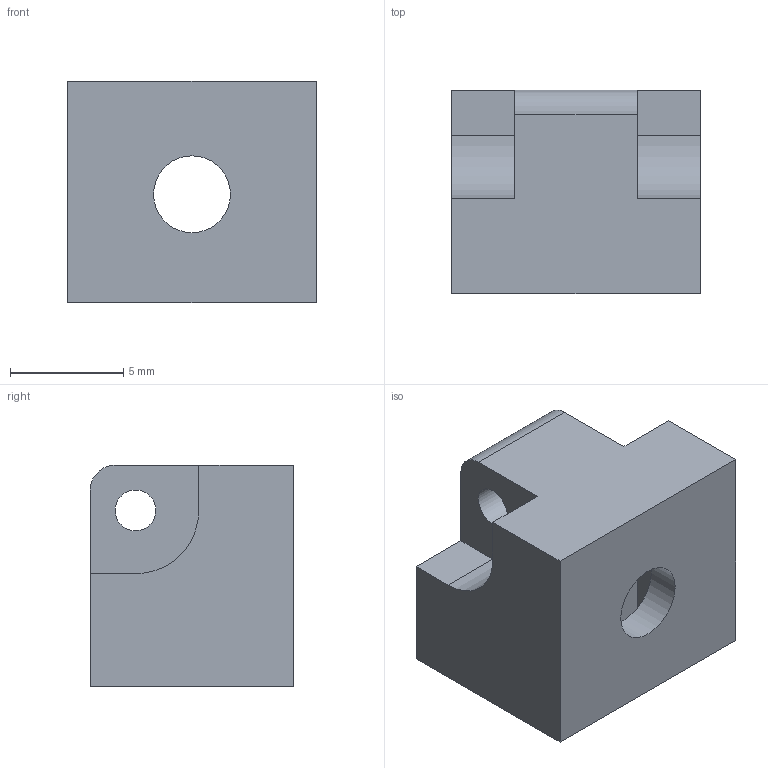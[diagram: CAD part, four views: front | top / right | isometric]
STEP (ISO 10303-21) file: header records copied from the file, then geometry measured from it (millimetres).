
FILE_DESCRIPTION(/* description */ (''),/* implementation_level */ '2;1');
FILE_NAME(/* name */ 'Slider.step',/* time_stamp */ '2019-01-12T21:30:43+01:00',/* author */ (''),/* organization */ (''),/* preprocessor_version */ 'ST-DEVELOPER v17.2',/* originating_system */ 'Autodesk Translation Framework v7.6.0.251',/* authorisation */ '');
FILE_SCHEMA (('AUTOMOTIVE_DESIGN { 1 0 10303 214 3 1 1 }'));
Length unit declared in the file: millimetre
Products named in the file (1): Schlitten_neu (1)
Bounding box: 11 x 9 x 9.8 mm (x, y, z)
Volume: 641.4 mm3; surface area: 771.4 mm2
Topology: 1 solids, 1 shells, 25 faces, 67 edges, 45 vertices
Faces by surface type: plane 19, cylinder 6
Full cylindrical faces by diameter (mm): 1.8 x1, 3.4 x2
Entity records: 834 total; most frequent: CARTESIAN_POINT 138, ORIENTED_EDGE 134, DIRECTION 132, EDGE_CURVE 67, LINE 54, VECTOR 54, VERTEX_POINT 45, AXIS2_PLACEMENT_3D 39
